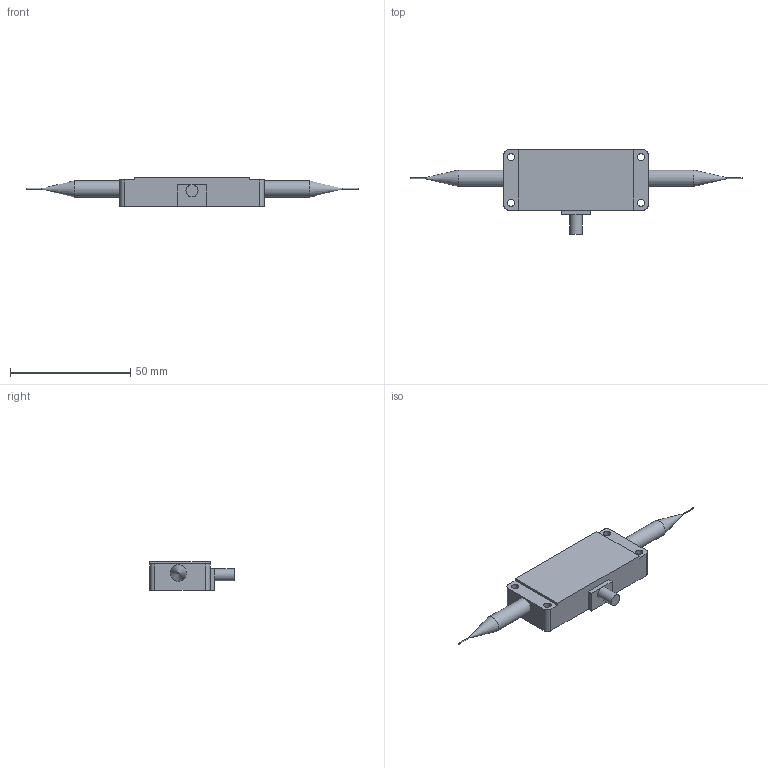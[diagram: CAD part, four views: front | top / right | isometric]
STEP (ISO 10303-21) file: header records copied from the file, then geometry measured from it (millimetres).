
FILE_DESCRIPTION (( 'STEP AP203' ), '1' );
FILE_NAME ('SW-12045.STEP', '2024-01-11T16:46:15', ( '' ), ( '' ), 'SwSTEP 2.0', 'SolidWorks 2021', '' );
FILE_SCHEMA (( 'CONFIG_CONTROL_DESIGN' ));
Length unit declared in the file: millimetre
Products named in the file (1): SW-12045
Bounding box: 138 x 35 x 12 mm (x, y, z)
Volume: 19459.5 mm3; surface area: 6617.1 mm2
Topology: 1 solids, 1 shells, 32 faces, 81 edges, 53 vertices
Faces by surface type: plane 17, cylinder 13, cone 2
Full cylindrical faces by diameter (mm): 0.5 x2, 3 x4, 5 x1, 6.8 x2
Entity records: 978 total; most frequent: DIRECTION 159, CARTESIAN_POINT 150, ORIENTED_EDGE 134, EDGE_CURVE 67, AXIS2_PLACEMENT_3D 59, EDGE_LOOP 53, VERTEX_POINT 50, VECTOR 41
